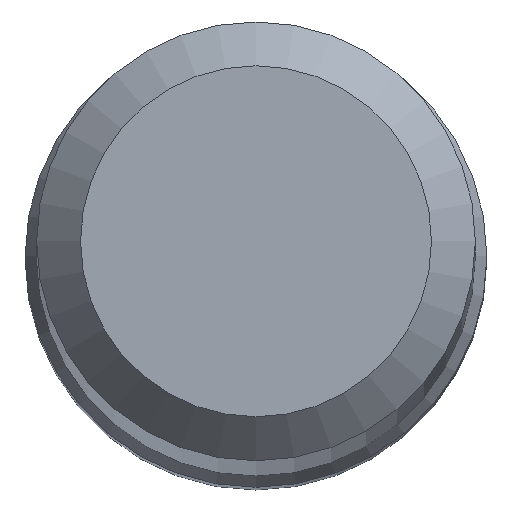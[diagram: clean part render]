
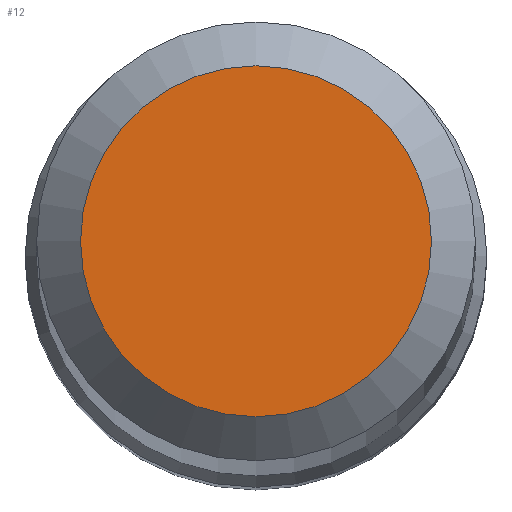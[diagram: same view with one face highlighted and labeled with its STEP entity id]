
A CAD part, top view. The second image highlights one B-rep face of the part: STEP entity #12.
In plain terms, the highlighted planar face has unit normal (0, 0, 1).
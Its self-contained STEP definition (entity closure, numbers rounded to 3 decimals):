
#2 = ORIENTED_EDGE ( 'NONE', *, *, #57, .F. ) ;
#12 = ADVANCED_FACE ( 'NONE', ( #220 ), #108, .T. ) ;
#32 = DIRECTION ( 'NONE',  ( 0., -1., 0. ) ) ;
#52 = DIRECTION ( 'NONE',  ( 0., 1., 0. ) ) ;
#57 = EDGE_CURVE ( 'NONE', #72, #72, #71, .T. ) ;
#62 = EDGE_LOOP ( 'NONE', ( #2 ) ) ;
#67 = CARTESIAN_POINT ( 'NONE',  ( 0., 0., 70. ) ) ;
#71 = CIRCLE ( 'NONE', #158, 1.2 ) ;
#72 = VERTEX_POINT ( 'NONE', #228 ) ;
#88 = DIRECTION ( 'NONE',  ( 0., 0., 1. ) ) ;
#108 = PLANE ( 'NONE',  #203 ) ;
#158 = AXIS2_PLACEMENT_3D ( 'NONE', #67, #165, #52 ) ;
#165 = DIRECTION ( 'NONE',  ( 0., 0., -1. ) ) ;
#203 = AXIS2_PLACEMENT_3D ( 'NONE', #236, #88, #32 ) ;
#220 = FACE_OUTER_BOUND ( 'NONE', #62, .T. ) ;
#228 = CARTESIAN_POINT ( 'NONE',  ( 0., 1.2, 70. ) ) ;
#236 = CARTESIAN_POINT ( 'NONE',  ( 0., 0., 70. ) ) ;
